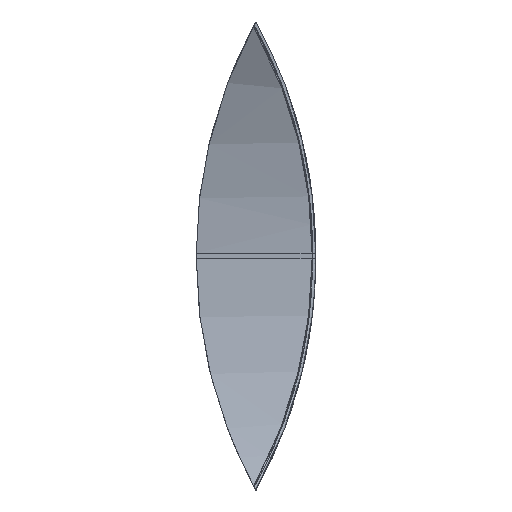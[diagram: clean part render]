
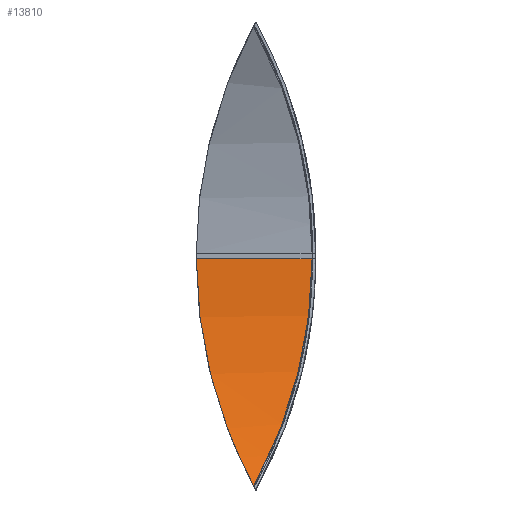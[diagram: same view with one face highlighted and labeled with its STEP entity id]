
A CAD part, left-side view. The second image highlights one B-rep face of the part: STEP entity #13810.
In plain terms, the highlighted cylindrical face has radius 79.5 mm (diameter 159 mm), a partial arc.
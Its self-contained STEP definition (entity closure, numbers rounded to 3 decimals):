
#655=CYLINDRICAL_SURFACE('',#14564,79.5);
#1184=FACE_OUTER_BOUND('',#1943,.T.);
#1943=EDGE_LOOP('',(#9626,#9627,#9628));
#2801=LINE('',#22176,#3840);
#3840=VECTOR('',#15685,10.);
#4883=B_SPLINE_CURVE_WITH_KNOTS('',3,(#21734,#21735,#21736,#21737,#21738,
#21739,#21740,#21741),.UNSPECIFIED.,.F.,.F.,(4,2,2,4),(6.011,
7.513,9.016,9.983),.UNSPECIFIED.);
#4902=B_SPLINE_CURVE_WITH_KNOTS('',3,(#22178,#22179,#22180,#22181,#22182,
#22183),.UNSPECIFIED.,.F.,.F.,(4,1,1,4),(-4.329,-3.136,
-1.943,-0.187),.UNSPECIFIED.);
#5594=VERTEX_POINT('',#21718);
#5595=VERTEX_POINT('',#21733);
#5629=VERTEX_POINT('',#22174);
#7116=EDGE_CURVE('',#5595,#5594,#4883,.T.);
#7170=EDGE_CURVE('',#5629,#5595,#2801,.T.);
#7171=EDGE_CURVE('',#5629,#5594,#4902,.T.);
#9626=ORIENTED_EDGE('',*,*,#7171,.F.);
#9627=ORIENTED_EDGE('',*,*,#7170,.T.);
#9628=ORIENTED_EDGE('',*,*,#7116,.T.);
#13810=ADVANCED_FACE('',(#1184),#655,.F.);
#14564=AXIS2_PLACEMENT_3D('',#22177,#15686,#15687);
#15685=DIRECTION('',(0.,1.,0.));
#15686=DIRECTION('center_axis',(0.,1.,0.));
#15687=DIRECTION('ref_axis',(-1.,0.,0.));
#21718=CARTESIAN_POINT('',(-89.649,0.42,-38.462));
#21733=CARTESIAN_POINT('',(-80.,10.,-0.5));
#21734=CARTESIAN_POINT('Ctrl Pts',(-80.,10.,-0.5));
#21735=CARTESIAN_POINT('Ctrl Pts',(-80.,10.,-5.509));
#21736=CARTESIAN_POINT('Ctrl Pts',(-80.481,9.522,-10.597));
#21737=CARTESIAN_POINT('Ctrl Pts',(-82.401,7.614,-20.542));
#21738=CARTESIAN_POINT('Ctrl Pts',(-83.839,6.186,-25.399));
#21739=CARTESIAN_POINT('Ctrl Pts',(-86.844,3.203,-32.926));
#21740=CARTESIAN_POINT('Ctrl Pts',(-88.183,1.873,-35.765));
#21741=CARTESIAN_POINT('Ctrl Pts',(-89.649,0.42,
-38.462));
#22174=CARTESIAN_POINT('',(-80.,-9.4,-0.5));
#22176=CARTESIAN_POINT('',(-80.,0.,-0.5));
#22177=CARTESIAN_POINT('Origin',(-159.5,0.,-0.5));
#22178=CARTESIAN_POINT('Ctrl Pts',(-80.,-9.4,-0.5));
#22179=CARTESIAN_POINT('Ctrl Pts',(-80.,-9.4,-4.447));
#22180=CARTESIAN_POINT('Ctrl Pts',(-80.593,-8.797,-12.339));
#22181=CARTESIAN_POINT('Ctrl Pts',(-83.57,-5.771,
-25.448));
#22182=CARTESIAN_POINT('Ctrl Pts',(-87.151,-2.126,
-33.865));
#22183=CARTESIAN_POINT('Ctrl Pts',(-89.649,0.42,
-38.462));
